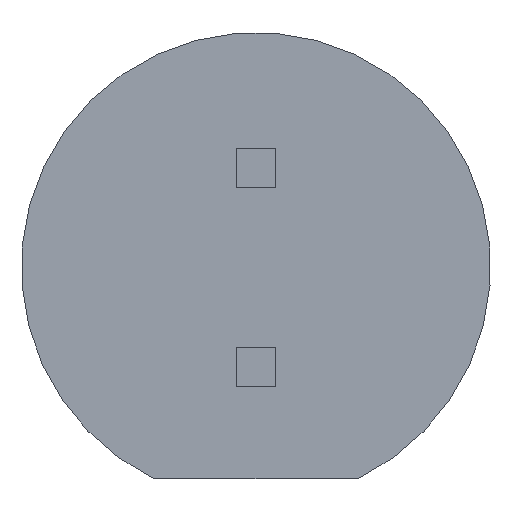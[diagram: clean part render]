
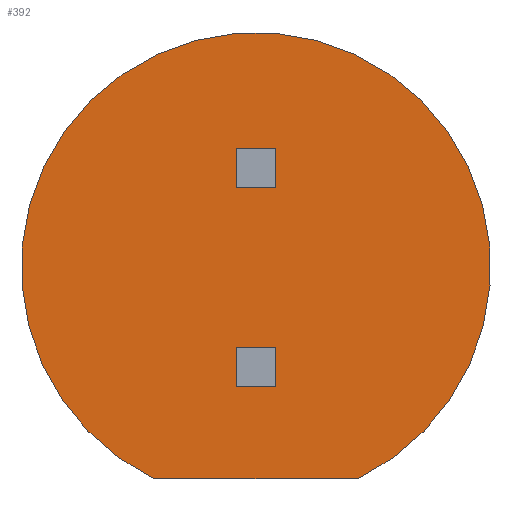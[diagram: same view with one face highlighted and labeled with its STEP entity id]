
A CAD part, front view. The second image highlights one B-rep face of the part: STEP entity #392.
In plain terms, the highlighted planar face has unit normal (0, -1, 0).
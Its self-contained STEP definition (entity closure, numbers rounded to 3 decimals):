
#62 = ORIENTED_EDGE ( 'NONE', *, *, #513, .T. ) ;
#88 = LINE ( 'NONE', #762, #556 ) ;
#150 = CIRCLE ( 'NONE', #263, 3. ) ;
#164 = CARTESIAN_POINT ( 'NONE',  ( 0., -0.5, 0. ) ) ;
#199 = VERTEX_POINT ( 'NONE', #406 ) ;
#225 = EDGE_LOOP ( 'NONE', ( #489, #62 ) ) ;
#263 = AXIS2_PLACEMENT_3D ( 'NONE', #303, #298, #364 ) ;
#298 = DIRECTION ( 'NONE',  ( 0., -1., 0. ) ) ;
#303 = CARTESIAN_POINT ( 'NONE',  ( 0., -0.5, 0. ) ) ;
#334 = CARTESIAN_POINT ( 'NONE',  ( -1.308, -0.5, -2.7 ) ) ;
#364 = DIRECTION ( 'NONE',  ( 0., 0., -1. ) ) ;
#387 = DIRECTION ( 'NONE',  ( 1., 0., 0. ) ) ;
#392 = ADVANCED_FACE ( 'NONE', ( #407 ), #789, .F. ) ;
#406 = CARTESIAN_POINT ( 'NONE',  ( 1.308, -0.5, -2.7 ) ) ;
#407 = FACE_OUTER_BOUND ( 'NONE', #225, .T. ) ;
#436 = EDGE_CURVE ( 'NONE', #199, #670, #150, .T. ) ;
#476 = AXIS2_PLACEMENT_3D ( 'NONE', #164, #668, #602 ) ;
#489 = ORIENTED_EDGE ( 'NONE', *, *, #436, .T. ) ;
#513 = EDGE_CURVE ( 'NONE', #670, #199, #88, .T. ) ;
#556 = VECTOR ( 'NONE', #387, 1000. ) ;
#602 = DIRECTION ( 'NONE',  ( 0., 0., 1. ) ) ;
#668 = DIRECTION ( 'NONE',  ( 0., 1., 0. ) ) ;
#670 = VERTEX_POINT ( 'NONE', #334 ) ;
#762 = CARTESIAN_POINT ( 'NONE',  ( -7., -0.5, -2.7 ) ) ;
#789 = PLANE ( 'NONE',  #476 ) ;
